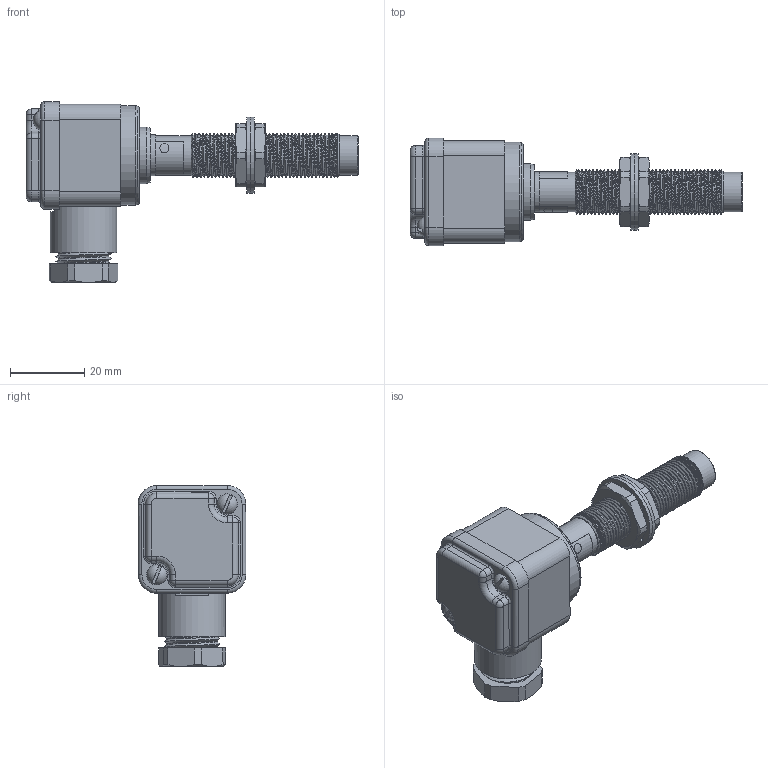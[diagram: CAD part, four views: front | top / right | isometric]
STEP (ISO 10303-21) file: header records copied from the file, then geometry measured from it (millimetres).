
FILE_DESCRIPTION(/* description */ ('Unknown'),/* implementation_level */ '2;1');
FILE_NAME(/* name */ '_VBI-M12-65K',/* time_stamp */ '2021-02-09T11:56:23+05:00',/* author */ ('Unknown'),/* organization */ ('Unknown'),/* preprocessor_version */ 'ST-DEVELOPER v16.7',/* originating_system */ 'Solid Edge',/* authorisation */ 'Unknown');
FILE_SCHEMA (('AUTOMOTIVE_DESIGN {1 0 10303 214 3 1 1}'));
Length unit declared in the file: millimetre
Products named in the file (21): ﾂﾁﾈ-ﾌ12-65ﾊ; 11.308.000-15 êîëï Ã1.016; 11.304.101 (ÃÈ09.30Õ) Êàòóøêà èíäóêòèâíîñòè; ×àøêà ×9; À4.040 Êàðêàñ êàòóøêè; Ã1.016 Êîëïà÷îê Ì12; Ä1.004 Äåðæàòåëü; 11.517.000 Ïëàòà ÂÁÈ-Ì12-60Õ; VLMS1300-GS08 (Vishay); À0.021 Êîðïóñ; Screw_GOST_17473_80_1A_M3x8_v16.00; Ê1.007 Ãàéêà Ì12õ1; Washer_DIN_6797_J_13_v16.00; 11.030.100 (扻豵鵨); Â0.033 (Âòóëêà); Á0.006 Êðûøêà; Â0.004 Âòóëêà óïëàòíèòåëüíàÿ; Â0.003 Âòóëêà çàæèìíàÿ; ﾓ2.001 ﾖ瑙聰; Ýòèêåòêà 25õ12 äëÿ ÂÁÈ-Ì12-60Ñ
Assembly tree (24 placements, depth 4):
  ﾂﾁﾈ-ﾌ12-65ﾊ
    11.308.000-15 êîëï Ã1.016
      11.304.101 (ÃÈ09.30Õ) Êàòóøêà èíäóêòèâíîñòè
        ×àøêà ×9
        À4.040 Êàðêàñ êàòóøêè
      Ã1.016 Êîëïà÷îê Ì12
      Ä1.004 Äåðæàòåëü
      11.517.000 Ïëàòà ÂÁÈ-Ì12-60Õ
      VLMS1300-GS08 (Vishay)
    À0.021 Êîðïóñ
    Screw_GOST_17473_80_1A_M3x8_v16.00  x2
    Ê1.007 Ãàéêà Ì12õ1  x2
    Washer_DIN_6797_J_13_v16.00  x2
    11.030.100 (扻豵鵨)
      11.030.100 (扻豵鵨)
      Â0.033 (Âòóëêà)  x2
    Á0.006 Êðûøêà
    Â0.004 Âòóëêà óïëàòíèòåëüíàÿ
    Â0.003 Âòóëêà çàæèìíàÿ
    ﾓ2.001 ﾖ瑙聰
    Ýòèêåòêà 25õ12 äëÿ ÂÁÈ-Ì12-60Ñ
Bounding box: 89.5 x 29.03 x 48.78 mm (x, y, z)
Volume: 17077.3 mm3; surface area: 26124.4 mm2
Topology: 21 solids, 21 shells, 653 faces, 1607 edges, 1031 vertices
Faces by surface type: plane 326, cylinder 197, cone 81, torus 30, bspline 13, sphere 6
Full cylindrical faces by diameter (mm): 1.6 x1, 2 x4, 2.459 x2, 3 x4, 3.4 x2, 3.9 x1, 3.95 x1, 4.5 x2, 4.7 x1, 5 x4, 5.5 x2, 6 x4, 7.45 x1, 8 x2, 9.3 x1, 9.45 x1, 9.5 x1, 9.9 x1, 10 x4, 10.16 x2, 10.6 x1, 10.7 x1, 10.8 x1, 10.917 x2, 11.03 x1, 12 x2, 14 x2, 14.53 x1, 15.2 x1, 18 x1
Entity records: 22954 total; most frequent: CARTESIAN_POINT 8698, DIRECTION 2716, ORIENTED_EDGE 2506, EDGE_CURVE 1253, AXIS2_PLACEMENT_3D 1017, VERTEX_POINT 849, EDGE_LOOP 706, FACE_BOUND 706
